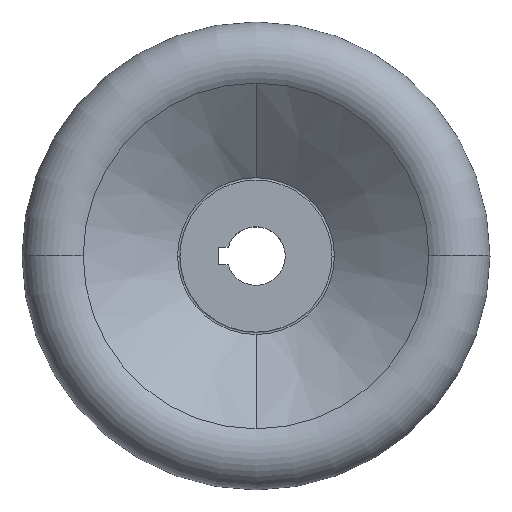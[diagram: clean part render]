
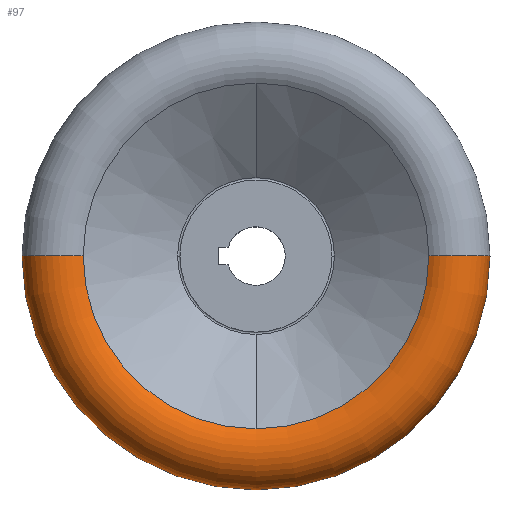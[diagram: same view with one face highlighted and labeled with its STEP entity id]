
A CAD part, top view. The second image highlights one B-rep face of the part: STEP entity #97.
In plain terms, the highlighted toroidal (fillet/blend) face has major radius 33.5 mm and minor radius 6.5 mm.
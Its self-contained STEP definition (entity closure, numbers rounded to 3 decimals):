
#97=ADVANCED_FACE('',(#193),#194,.T.);
#193=FACE_OUTER_BOUND('',#283,.T.);
#194=TOROIDAL_SURFACE('',#284,33.5,6.5);
#283=EDGE_LOOP('',(#512,#513,#514,#515,#516));
#284=AXIS2_PLACEMENT_3D('',#517,#518,#519);
#512=ORIENTED_EDGE('',*,*,#550,.T.);
#513=ORIENTED_EDGE('',*,*,#580,.T.);
#514=ORIENTED_EDGE('',*,*,#575,.F.);
#515=ORIENTED_EDGE('',*,*,#643,.F.);
#516=ORIENTED_EDGE('',*,*,#578,.T.);
#517=CARTESIAN_POINT('',(0.,0.0,22.5));
#518=DIRECTION('',(0.,0.0,1.0));
#519=DIRECTION('',(1.0,0.0,0.));
#550=EDGE_CURVE('',#650,#651,#652,.T.);
#575=EDGE_CURVE('',#691,#693,#694,.T.);
#578=EDGE_CURVE('',#697,#650,#698,.T.);
#580=EDGE_CURVE('',#651,#693,#700,.T.);
#643=EDGE_CURVE('',#697,#691,#791,.T.);
#650=VERTEX_POINT('',#798);
#651=VERTEX_POINT('',#799);
#652=CIRCLE('',#800,40.0);
#691=VERTEX_POINT('',#842);
#693=VERTEX_POINT('',#845);
#694=CIRCLE('',#846,29.55);
#697=VERTEX_POINT('',#849);
#698=CIRCLE('',#850,6.5);
#700=CIRCLE('',#852,6.5);
#791=CIRCLE('',#960,29.55);
#798=CARTESIAN_POINT('',(-40.0,0.,22.5));
#799=CARTESIAN_POINT('',(40.0,0.,22.5));
#800=AXIS2_PLACEMENT_3D('',#966,#967,#968);
#842=CARTESIAN_POINT('',(0.,-29.55,27.662));
#845=CARTESIAN_POINT('',(29.55,0.,27.662));
#846=AXIS2_PLACEMENT_3D('',#1021,#1022,#1023);
#849=CARTESIAN_POINT('',(-29.55,0.,27.662));
#850=AXIS2_PLACEMENT_3D('',#1027,#1028,#1029);
#852=AXIS2_PLACEMENT_3D('',#1033,#1034,#1035);
#960=AXIS2_PLACEMENT_3D('',#1134,#1135,#1136);
#966=CARTESIAN_POINT('',(0.,0.0,22.5));
#967=DIRECTION('',(0.,0.0,1.0));
#968=DIRECTION('',(1.0,0.0,0.));
#1021=CARTESIAN_POINT('',(0.,0.0,27.662));
#1022=DIRECTION('',(0.,-0.0,1.0));
#1023=DIRECTION('',(0.0,1.0,0.0));
#1027=CARTESIAN_POINT('',(-33.5,0.,22.5));
#1028=DIRECTION('',(0.,-1.0,0.));
#1029=DIRECTION('',(-1.0,0.,0.));
#1033=CARTESIAN_POINT('',(33.5,0.,22.5));
#1034=DIRECTION('',(0.,-1.0,0.));
#1035=DIRECTION('',(1.0,0.,0.));
#1134=CARTESIAN_POINT('',(0.,0.0,27.662));
#1135=DIRECTION('',(0.,-0.0,1.0));
#1136=DIRECTION('',(0.0,1.0,0.0));
